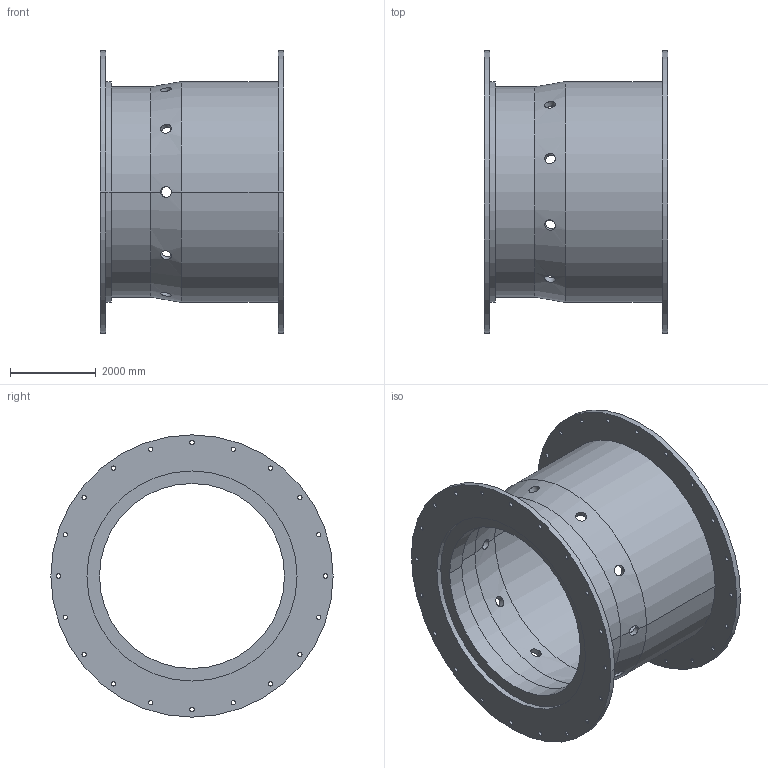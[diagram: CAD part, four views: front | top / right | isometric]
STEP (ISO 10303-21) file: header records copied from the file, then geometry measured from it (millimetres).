
FILE_DESCRIPTION((''),'2;1');
FILE_NAME('PETROL_INTAKE_CASE','2025-12-19T09:18:51',('H576696'),('Honeywell International Inc.'),'CREO PARAMETRIC BY PTC INC, 2023134','CREO PARAMETRIC BY PTC INC, 2023134','');
FILE_SCHEMA(('AUTOMOTIVE_DESIGN { 1 0 10303 214 1 1 1 1 }'));
Length unit declared in the file: inch
Products named in the file (1): PETROL_INTAKE_CASE
Bounding box: 4279.9 x 6586.22 x 6586.22 mm (x, y, z)
Volume: 12711128329.6 mm3; surface area: 200360245.9 mm2
Topology: 1 solids, 1 shells, 132 faces, 368 edges, 240 vertices
Faces by surface type: cylinder 120, plane 8, cone 4
Entity records: 10731 total; most frequent: CARTESIAN_POINT 4823, DIRECTION 794, ORIENTED_EDGE 736, PRESENTATION_STYLE_ASSIGNMENT 501, STYLED_ITEM 501, CURVE_STYLE 368, EDGE_CURVE 368, AXIS2_PLACEMENT_3D 333
